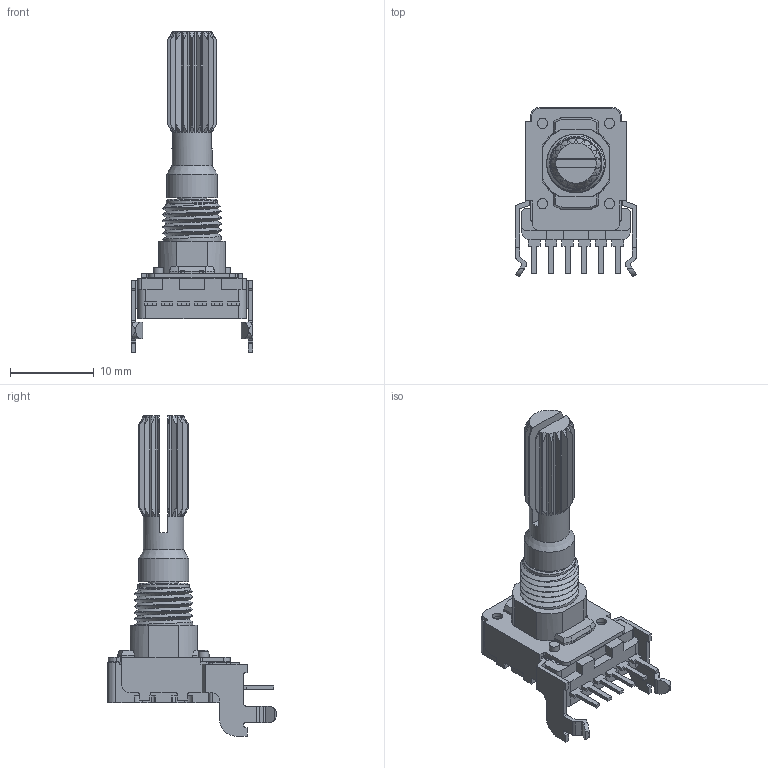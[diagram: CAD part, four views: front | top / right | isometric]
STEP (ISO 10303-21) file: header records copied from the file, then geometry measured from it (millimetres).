
FILE_DESCRIPTION((''),'2;1');
FILE_NAME('K122K0H01K.stp','2019-08-05T11:32:01',('kak13012'),(''),'Autodesk Inventor 2010','Autodesk Inventor 2010','');
FILE_SCHEMA(('AUTOMOTIVE_DESIGN { 1 0 10303 214 1 1 1 1 }'));
Length unit declared in the file: millimetre
Products named in the file (1): K122K0H01K
Bounding box: 14.5 x 20.2 x 38.28 mm (x, y, z)
Surface area: 2919.5 mm2 (no closed solid volume)
Topology: 0 solids, 5 shells, 647 faces, 1793 edges, 1162 vertices
Faces by surface type: plane 385, cylinder 174, cone 45, bspline 40, sphere 2, torus 1
Full cylindrical faces by diameter (mm): 1.2 x2, 1.23 x10, 1.27 x1, 3.49 x1, 4.4 x1, 4.8 x1, 5.6 x1, 6 x1, 10 x1
Entity records: 23820 total; most frequent: CARTESIAN_POINT 7215, ORIENTED_EDGE 3524, DIRECTION 3277, EDGE_CURVE 1762, VECTOR 1177, LINE 1177, VERTEX_POINT 1156, AXIS2_PLACEMENT_3D 1050
